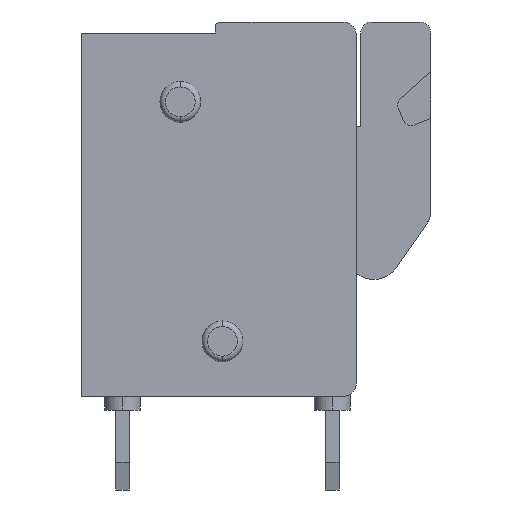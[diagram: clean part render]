
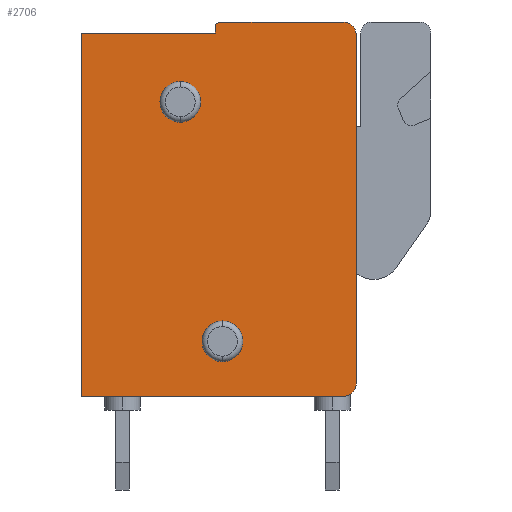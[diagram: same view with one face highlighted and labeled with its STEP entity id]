
A CAD part, left-side view. The second image highlights one B-rep face of the part: STEP entity #2706.
In plain terms, the highlighted planar face has unit normal (-1, 0, 0).
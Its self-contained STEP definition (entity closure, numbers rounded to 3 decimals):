
#1999=CARTESIAN_POINT('',(-1.58,1.71,11.44));
#2000=VERTEX_POINT('',#1999);
#2014=CARTESIAN_POINT('',(-1.58,1.71,9.96));
#2015=VERTEX_POINT('',#2014);
#2022=CARTESIAN_POINT('',(-1.58,1.71,10.7));
#2023=DIRECTION('',(-1.0,0.0,0.0));
#2024=DIRECTION('',(0.0,0.0,1.0));
#2025=AXIS2_PLACEMENT_3D('',#2022,#2023,#2024);
#2026=CIRCLE('',#2025,0.74);
#2027=EDGE_CURVE('',#2015,#2000,#2026,.T.);
#2081=CARTESIAN_POINT('',(-1.58,0.18,2.74));
#2082=VERTEX_POINT('',#2081);
#2096=CARTESIAN_POINT('',(-1.58,0.18,1.26));
#2097=VERTEX_POINT('',#2096);
#2104=CARTESIAN_POINT('',(-1.58,0.18,2.0));
#2105=DIRECTION('',(-1.0,0.0,0.0));
#2106=DIRECTION('',(0.0,0.0,1.0));
#2107=AXIS2_PLACEMENT_3D('',#2104,#2105,#2106);
#2108=CIRCLE('',#2107,0.74);
#2109=EDGE_CURVE('',#2097,#2082,#2108,.T.);
#2129=CARTESIAN_POINT('',(-1.58,-4.69,13.1));
#2130=VERTEX_POINT('',#2129);
#2137=CARTESIAN_POINT('',(-1.58,-4.69,0.5));
#2138=VERTEX_POINT('',#2137);
#2139=CARTESIAN_POINT('',(-1.58,-4.69,0.5));
#2140=DIRECTION('',(0.0,0.0,1.0));
#2141=VECTOR('',#2140,12.6);
#2142=LINE('',#2139,#2141);
#2143=EDGE_CURVE('',#2138,#2130,#2142,.T.);
#2161=CARTESIAN_POINT('',(-1.58,-4.19,0.0));
#2162=VERTEX_POINT('',#2161);
#2169=CARTESIAN_POINT('',(-1.58,5.31,0.0));
#2170=VERTEX_POINT('',#2169);
#2171=CARTESIAN_POINT('',(-1.58,5.31,0.0));
#2172=DIRECTION('',(0.0,-1.0,0.0));
#2173=VECTOR('',#2172,9.5);
#2174=LINE('',#2171,#2173);
#2175=EDGE_CURVE('',#2170,#2162,#2174,.T.);
#2208=CARTESIAN_POINT('',(-1.58,-4.19,0.5));
#2209=DIRECTION('',(-1.0,0.0,0.0));
#2210=DIRECTION('',(0.0,0.0,-1.0));
#2211=AXIS2_PLACEMENT_3D('',#2208,#2209,#2210);
#2212=CIRCLE('',#2211,0.5);
#2213=EDGE_CURVE('',#2162,#2138,#2212,.T.);
#2224=CARTESIAN_POINT('',(-1.58,0.18,2.0));
#2225=DIRECTION('',(-1.0,0.0,0.0));
#2226=DIRECTION('',(0.0,0.0,1.0));
#2227=AXIS2_PLACEMENT_3D('',#2224,#2225,#2226);
#2228=CIRCLE('',#2227,0.74);
#2229=EDGE_CURVE('',#2082,#2097,#2228,.T.);
#2270=CARTESIAN_POINT('',(-1.58,1.71,10.7));
#2271=DIRECTION('',(-1.0,0.0,0.0));
#2272=DIRECTION('',(0.0,0.0,1.0));
#2273=AXIS2_PLACEMENT_3D('',#2270,#2271,#2272);
#2274=CIRCLE('',#2273,0.74);
#2275=EDGE_CURVE('',#2000,#2015,#2274,.T.);
#2315=CARTESIAN_POINT('',(-1.58,5.31,13.2));
#2316=VERTEX_POINT('',#2315);
#2317=CARTESIAN_POINT('',(-1.58,5.31,0.0));
#2318=DIRECTION('',(0.0,0.0,1.0));
#2319=VECTOR('',#2318,13.2);
#2320=LINE('',#2317,#2319);
#2321=EDGE_CURVE('',#2170,#2316,#2320,.T.);
#2346=CARTESIAN_POINT('',(-1.58,0.44,13.2));
#2347=VERTEX_POINT('',#2346);
#2363=CARTESIAN_POINT('',(-1.58,5.31,13.2));
#2364=DIRECTION('',(0.0,-1.0,0.0));
#2365=VECTOR('',#2364,4.87);
#2366=LINE('',#2363,#2365);
#2367=EDGE_CURVE('',#2316,#2347,#2366,.T.);
#2378=CARTESIAN_POINT('',(-1.58,0.44,13.4));
#2379=VERTEX_POINT('',#2378);
#2380=CARTESIAN_POINT('',(-1.58,0.44,13.2));
#2381=DIRECTION('',(0.0,0.0,1.0));
#2382=VECTOR('',#2381,0.2);
#2383=LINE('',#2380,#2382);
#2384=EDGE_CURVE('',#2347,#2379,#2383,.T.);
#2410=CARTESIAN_POINT('',(-1.58,0.24,13.6));
#2411=VERTEX_POINT('',#2410);
#2426=CARTESIAN_POINT('',(-1.58,0.24,13.4));
#2427=DIRECTION('',(-1.0,0.0,0.0));
#2428=DIRECTION('',(0.0,0.0,-1.0));
#2429=AXIS2_PLACEMENT_3D('',#2426,#2427,#2428);
#2430=CIRCLE('',#2429,0.2);
#2431=EDGE_CURVE('',#2411,#2379,#2430,.T.);
#2443=CARTESIAN_POINT('',(-1.58,-4.19,13.6));
#2444=VERTEX_POINT('',#2443);
#2458=CARTESIAN_POINT('',(-1.58,-4.19,13.6));
#2459=DIRECTION('',(0.0,1.0,0.0));
#2460=VECTOR('',#2459,4.43);
#2461=LINE('',#2458,#2460);
#2462=EDGE_CURVE('',#2444,#2411,#2461,.T.);
#2555=CARTESIAN_POINT('',(-1.58,-4.19,13.1));
#2556=DIRECTION('',(-1.0,0.0,0.0));
#2557=DIRECTION('',(0.0,0.0,-1.0));
#2558=AXIS2_PLACEMENT_3D('',#2555,#2556,#2557);
#2559=CIRCLE('',#2558,0.5);
#2560=EDGE_CURVE('',#2130,#2444,#2559,.T.);
#2682=CARTESIAN_POINT('',(-1.58,3.31,2.));
#2683=DIRECTION('',(-1.0,0.0,0.0));
#2684=DIRECTION('',(0.0,-1.0,0.0));
#2685=AXIS2_PLACEMENT_3D('',#2682,#2683,#2684);
#2686=PLANE('',#2685);
#2687=ORIENTED_EDGE('',*,*,#2384,.F.);
#2688=ORIENTED_EDGE('',*,*,#2367,.F.);
#2689=ORIENTED_EDGE('',*,*,#2321,.F.);
#2690=ORIENTED_EDGE('',*,*,#2175,.T.);
#2691=ORIENTED_EDGE('',*,*,#2213,.T.);
#2692=ORIENTED_EDGE('',*,*,#2143,.T.);
#2693=ORIENTED_EDGE('',*,*,#2560,.T.);
#2694=ORIENTED_EDGE('',*,*,#2462,.T.);
#2695=ORIENTED_EDGE('',*,*,#2431,.T.);
#2696=EDGE_LOOP('',(#2687,#2688,#2689,#2690,#2691,#2692,#2693,#2694,#2695));
#2697=FACE_OUTER_BOUND('',#2696,.T.);
#2698=ORIENTED_EDGE('',*,*,#2027,.F.);
#2699=ORIENTED_EDGE('',*,*,#2275,.F.);
#2700=EDGE_LOOP('',(#2698,#2699));
#2701=FACE_BOUND('',#2700,.T.);
#2702=ORIENTED_EDGE('',*,*,#2109,.F.);
#2703=ORIENTED_EDGE('',*,*,#2229,.F.);
#2704=EDGE_LOOP('',(#2702,#2703));
#2705=FACE_BOUND('',#2704,.T.);
#2706=ADVANCED_FACE('',(#2697,#2701,#2705),#2686,.T.);
